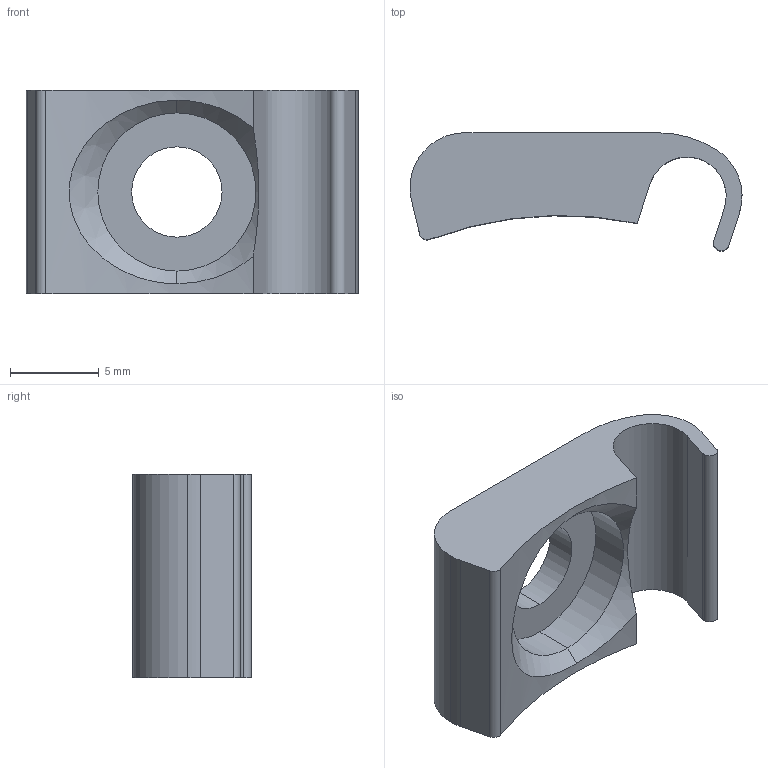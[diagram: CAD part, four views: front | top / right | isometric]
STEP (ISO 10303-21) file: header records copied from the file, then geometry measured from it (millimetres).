
FILE_DESCRIPTION (( 'STEP AP214' ), '1' );
FILE_NAME ('C4111.STEP', '2015-12-22T18:45:34', ( 'JeffCAD' ), ( 'Microsoft' ), 'SwSTEP 2.0', 'SolidWorks 2015', '' );
FILE_SCHEMA (( 'AUTOMOTIVE_DESIGN' ));
Length unit declared in the file: inch
Products named in the file (1): C4111
Bounding box: 18.66 x 6.65 x 11.43 mm (x, y, z)
Volume: 619.2 mm3; surface area: 811.1 mm2
Topology: 1 solids, 1 shells, 23 faces, 61 edges, 40 vertices
Faces by surface type: cylinder 13, plane 8, cone 2
Entity records: 831 total; most frequent: CARTESIAN_POINT 195, DIRECTION 131, ORIENTED_EDGE 122, EDGE_CURVE 61, AXIS2_PLACEMENT_3D 50, VERTEX_POINT 40, LINE 31, VECTOR 31
